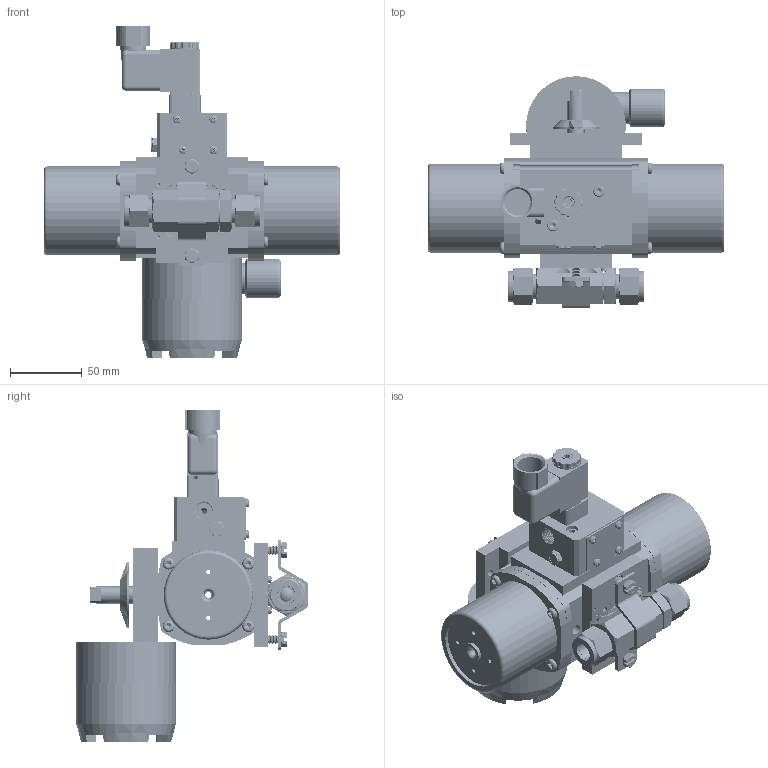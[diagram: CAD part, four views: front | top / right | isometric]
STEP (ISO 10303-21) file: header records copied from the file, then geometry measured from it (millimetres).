
FILE_DESCRIPTION (( 'STEP AP203' ), '1' );
FILE_NAME ('8204XXC8A512SR3GPDCLS.step', '2018-04-20T12:13:36', ( '' ), ( '' ), 'SwSTEP 2.0', 'SolidWorks 2017', '' );
FILE_SCHEMA (( 'CONFIG_CONTROL_DESIGN' ));
Length unit declared in the file: inch
Products named in the file (1): 8204XXC8A512SR3GPDCLS
Bounding box: 206.38 x 161.26 x 231.14 mm (x, y, z)
Volume: 770064.9 mm3; surface area: 327500.7 mm2
Topology: 72 solids, 72 shells, 5584 faces, 14581 edges, 9154 vertices
Faces by surface type: cylinder 2766, cone 1545, plane 904, torus 186, bspline 165, sphere 18
Entity records: 222149 total; most frequent: CARTESIAN_POINT 90161, ORIENTED_EDGE 28834, DIRECTION 27684, EDGE_CURVE 14417, AXIS2_PLACEMENT_3D 11113, VERTEX_POINT 9150, EDGE_LOOP 6015, CIRCLE 5693
